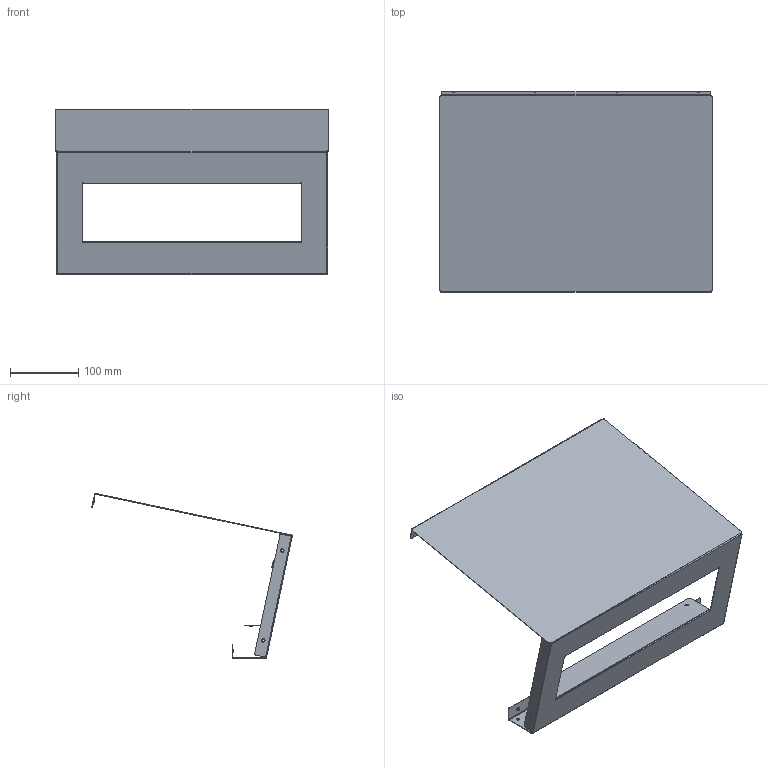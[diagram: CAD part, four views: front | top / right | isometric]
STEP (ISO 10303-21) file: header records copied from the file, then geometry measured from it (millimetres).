
FILE_DESCRIPTION(/* description */ (''),/* implementation_level */ '2;1');
FILE_NAME(/* name */ 'Outer-Front',/* time_stamp */ '2024-09-03T00:49:37+09:00',/* author */ (''),/* organization */ (''),/* preprocessor_version */ 'ST-DEVELOPER v19.2',/* originating_system */ 'Rhino 8.10',/* authorisation */ '');
FILE_SCHEMA (('AUTOMOTIVE_DESIGN_CC2'));
Length unit declared in the file: millimetre
Products named in the file (1): Document
Bounding box: 400 x 294.59 x 242.46 mm (x, y, z)
Volume: 227950.7 mm3; surface area: 459025.3 mm2
Topology: 1 solids, 1 shells, 166 faces, 450 edges, 300 vertices
Faces by surface type: cylinder 96, plane 70
Entity records: 5512 total; most frequent: CARTESIAN_POINT 1581, ORIENTED_EDGE 900, DIRECTION 553, EDGE_CURVE 450, AXIS2_PLACEMENT_3D 359, VERTEX_POINT 300, EDGE_LOOP 214, B_SPLINE_CURVE_WITH_KNOTS 198
